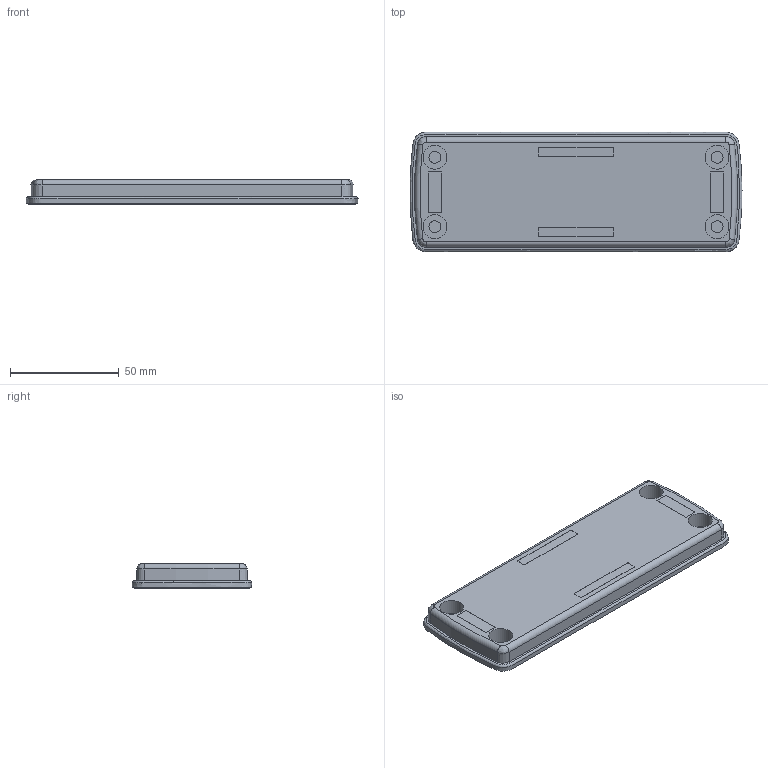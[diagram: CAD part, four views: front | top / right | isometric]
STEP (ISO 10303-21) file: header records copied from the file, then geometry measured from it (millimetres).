
FILE_DESCRIPTION(/* description */ (''),/* implementation_level */ '2;1');
FILE_NAME(/* name */ '28509_4_KDS-BP_10-24.stp',/* time_stamp */ '2022-09-12T10:12:59+02:00',/* author */ (''),/* organization */ (''),/* preprocessor_version */ 'ST-DEVELOPER v16.7',/* originating_system */ 'SIEMENS PLM Software NX 12.0',/* authorisation */ '');
FILE_SCHEMA (('AUTOMOTIVE_DESIGN { 1 0 10303 214 3 1 1 1 }'));
Length unit declared in the file: millimetre
Products named in the file (1): 28509_4_KDS-BP_10-24
Bounding box: 152.99 x 55 x 11.5 mm (x, y, z)
Volume: 81362.6 mm3; surface area: 21468.5 mm2
Topology: 1 solids, 1 shells, 87 faces, 223 edges, 190 vertices
Faces by surface type: plane 39, extrusion 22, cylinder 16, bspline 8, torus 2
Full cylindrical faces by diameter (mm): 5.5 x8, 11 x4
Entity records: 5504 total; most frequent: CARTESIAN_POINT 3466, ORIENTED_EDGE 338, DIRECTION 316, EDGE_CURVE 169, EDGE_LOOP 124, VERTEX_POINT 121, VECTOR 116, AXIS2_PLACEMENT_3D 100
